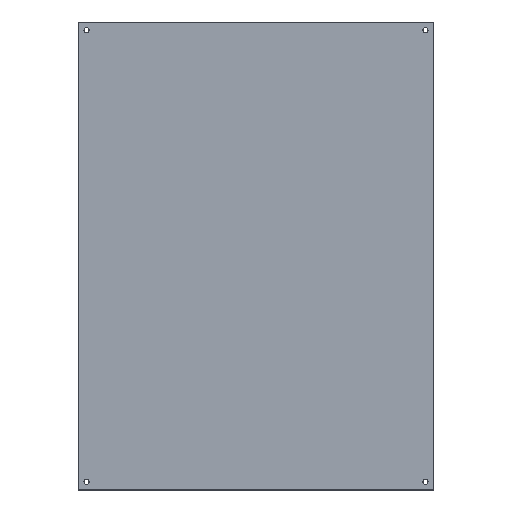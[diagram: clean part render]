
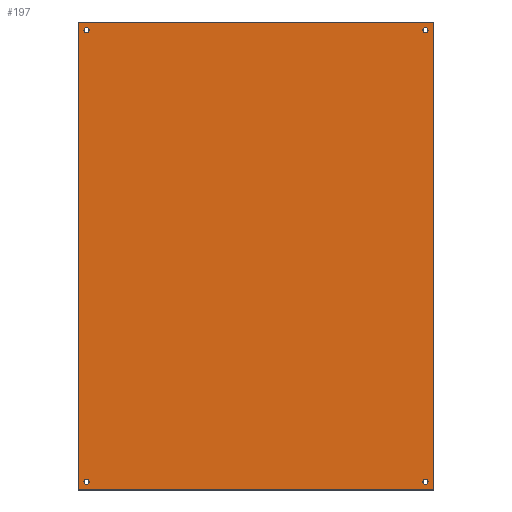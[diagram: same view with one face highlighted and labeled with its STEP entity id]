
A CAD part, top view. The second image highlights one B-rep face of the part: STEP entity #197.
In plain terms, the highlighted planar face has unit normal (0, 0, 1).
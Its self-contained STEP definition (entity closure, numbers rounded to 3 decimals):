
#15=FACE_BOUND('',#48,.T.);
#16=FACE_BOUND('',#49,.T.);
#17=FACE_BOUND('',#50,.T.);
#18=FACE_BOUND('',#51,.T.);
#27=PLANE('',#229);
#37=FACE_OUTER_BOUND('',#47,.T.);
#47=EDGE_LOOP('',(#169,#170,#171,#172));
#48=EDGE_LOOP('',(#173));
#49=EDGE_LOOP('',(#174));
#50=EDGE_LOOP('',(#175));
#51=EDGE_LOOP('',(#176));
#63=LINE('',#317,#79);
#66=LINE('',#323,#82);
#69=LINE('',#329,#85);
#72=LINE('',#333,#88);
#79=VECTOR('',#265,10.);
#82=VECTOR('',#270,10.);
#85=VECTOR('',#275,10.);
#88=VECTOR('',#280,10.);
#89=CIRCLE('',#214,4.);
#91=CIRCLE('',#217,4.);
#93=CIRCLE('',#220,4.);
#95=CIRCLE('',#223,4.);
#97=VERTEX_POINT('',#287);
#99=VERTEX_POINT('',#293);
#101=VERTEX_POINT('',#299);
#103=VERTEX_POINT('',#305);
#107=VERTEX_POINT('',#314);
#108=VERTEX_POINT('',#316);
#110=VERTEX_POINT('',#322);
#112=VERTEX_POINT('',#328);
#113=EDGE_CURVE('',#97,#97,#89,.T.);
#116=EDGE_CURVE('',#99,#99,#91,.T.);
#119=EDGE_CURVE('',#101,#101,#93,.T.);
#122=EDGE_CURVE('',#103,#103,#95,.T.);
#127=EDGE_CURVE('',#108,#107,#63,.T.);
#130=EDGE_CURVE('',#110,#108,#66,.T.);
#133=EDGE_CURVE('',#112,#110,#69,.T.);
#136=EDGE_CURVE('',#107,#112,#72,.T.);
#169=ORIENTED_EDGE('',*,*,#136,.T.);
#170=ORIENTED_EDGE('',*,*,#133,.T.);
#171=ORIENTED_EDGE('',*,*,#130,.T.);
#172=ORIENTED_EDGE('',*,*,#127,.T.);
#173=ORIENTED_EDGE('',*,*,#122,.T.);
#174=ORIENTED_EDGE('',*,*,#119,.T.);
#175=ORIENTED_EDGE('',*,*,#116,.T.);
#176=ORIENTED_EDGE('',*,*,#113,.T.);
#197=ADVANCED_FACE('',(#37,#15,#16,#17,#18),#27,.T.);
#214=AXIS2_PLACEMENT_3D('',#288,#235,#236);
#217=AXIS2_PLACEMENT_3D('',#294,#242,#243);
#220=AXIS2_PLACEMENT_3D('',#300,#249,#250);
#223=AXIS2_PLACEMENT_3D('',#306,#256,#257);
#229=AXIS2_PLACEMENT_3D('',#334,#281,#282);
#235=DIRECTION('center_axis',(0.,0.,-1.));
#236=DIRECTION('ref_axis',(-1.,0.,0.));
#242=DIRECTION('center_axis',(0.,0.,-1.));
#243=DIRECTION('ref_axis',(-1.,0.,0.));
#249=DIRECTION('center_axis',(0.,0.,-1.));
#250=DIRECTION('ref_axis',(-1.,0.,0.));
#256=DIRECTION('center_axis',(0.,0.,-1.));
#257=DIRECTION('ref_axis',(-1.,0.,0.));
#265=DIRECTION('',(-1.,0.,0.));
#270=DIRECTION('',(0.,1.,0.));
#275=DIRECTION('',(1.,0.,0.));
#280=DIRECTION('',(0.,-1.,0.));
#281=DIRECTION('center_axis',(0.,0.,1.));
#282=DIRECTION('ref_axis',(-1.,0.,0.));
#287=CARTESIAN_POINT('',(4.,700.,175.2));
#288=CARTESIAN_POINT('Origin',(0.,700.,175.2));
#293=CARTESIAN_POINT('',(529.,700.,175.2));
#294=CARTESIAN_POINT('Origin',(525.,700.,175.2));
#299=CARTESIAN_POINT('',(529.,0.,175.2));
#300=CARTESIAN_POINT('Origin',(525.,0.,175.2));
#305=CARTESIAN_POINT('',(4.,0.,175.2));
#306=CARTESIAN_POINT('Origin',(0.,0.,175.2));
#314=CARTESIAN_POINT('',(-12.5,712.5,175.2));
#316=CARTESIAN_POINT('',(537.5,712.5,175.2));
#317=CARTESIAN_POINT('',(537.5,712.5,175.2));
#322=CARTESIAN_POINT('',(537.5,-12.5,175.2));
#323=CARTESIAN_POINT('',(537.5,-12.5,175.2));
#328=CARTESIAN_POINT('',(-12.5,-12.5,175.2));
#329=CARTESIAN_POINT('',(-12.5,-12.5,175.2));
#333=CARTESIAN_POINT('',(-12.5,712.5,175.2));
#334=CARTESIAN_POINT('Origin',(262.5,350.,175.2));
